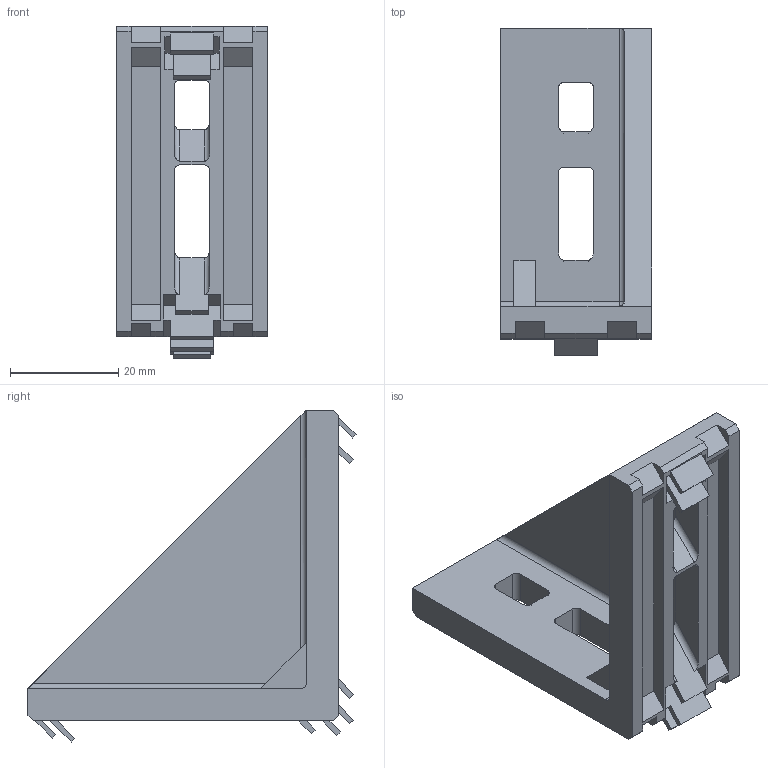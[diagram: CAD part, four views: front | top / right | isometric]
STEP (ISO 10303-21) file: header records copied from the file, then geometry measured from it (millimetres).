
FILE_DESCRIPTION (( 'STEP AP214' ), '1' );
FILE_NAME ('AL-310.0500A.03.STEP', '2019-10-22T07:16:51', ( '' ), ( '' ), 'SwSTEP 2.0', 'SolidWorks 2018', '' );
FILE_SCHEMA (( 'AUTOMOTIVE_DESIGN' ));
Length unit declared in the file: millimetre
Products named in the file (1): AL-310.0500A.03
Bounding box: 28 x 60.68 x 61.41 mm (x, y, z)
Surface area: 12071.1 mm2 (no closed solid volume)
Topology: 0 solids, 1 shells, 148 faces, 434 edges, 283 vertices
Faces by surface type: plane 127, cylinder 20, sphere 1
Entity records: 6484 total; most frequent: CARTESIAN_POINT 1015, ORIENTED_EDGE 834, DIRECTION 703, EDGE_CURVE 433, LINE 361, VECTOR 361, VERTEX_POINT 283, AXIS2_PLACEMENT_3D 171
